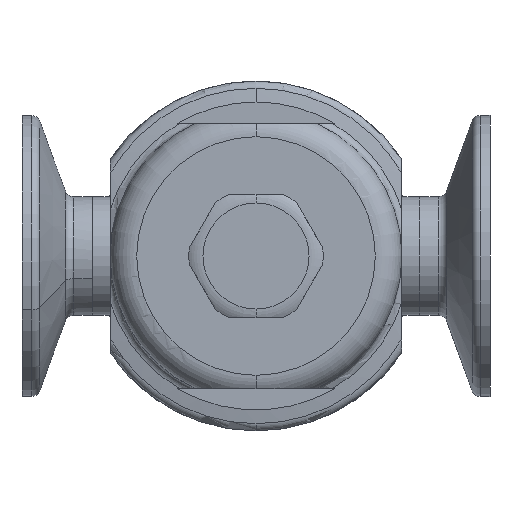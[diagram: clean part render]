
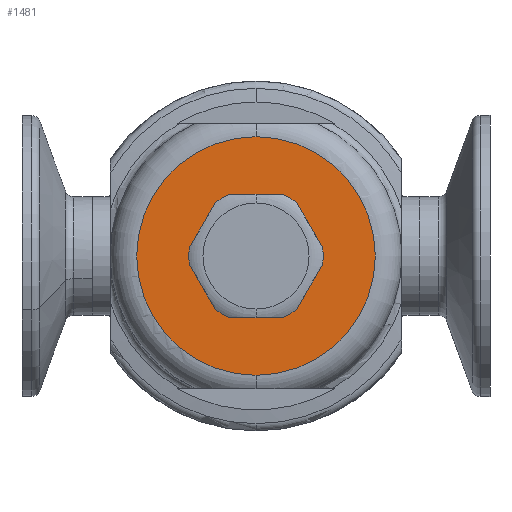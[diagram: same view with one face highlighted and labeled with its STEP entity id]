
A CAD part, front view. The second image highlights one B-rep face of the part: STEP entity #1481.
In plain terms, the highlighted planar face has unit normal (0, -1, 0).
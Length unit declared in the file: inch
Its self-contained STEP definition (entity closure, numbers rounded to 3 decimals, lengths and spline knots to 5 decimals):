
#61 = AXIS2_PLACEMENT_3D ( 'NONE', #3778, #1232, #5055 ) ;
#106 = EDGE_CURVE ( 'NONE', #3327, #4065, #3861, .T. ) ;
#133 = DIRECTION ( 'NONE',  ( -0.5, 0., 0.866 ) ) ;
#198 = CIRCLE ( 'NONE', #61, 0.475 ) ;
#267 = FACE_OUTER_BOUND ( 'NONE', #4180, .T. ) ;
#278 = DIRECTION ( 'NONE',  ( 0., -1., 0. ) ) ;
#312 = VERTEX_POINT ( 'NONE', #3034 ) ;
#327 = EDGE_LOOP ( 'NONE', ( #2335, #5454, #4744, #5303, #1468, #834, #3141, #4169, #5103, #5425, #1318, #1098 ) ) ;
#406 = DIRECTION ( 'NONE',  ( 0., 0., -1. ) ) ;
#417 = VERTEX_POINT ( 'NONE', #5263 ) ;
#506 = DIRECTION ( 'NONE',  ( 0., 0., -1. ) ) ;
#562 = CARTESIAN_POINT ( 'NONE',  ( 0., -2.25158, -0.84375 ) ) ;
#654 = ORIENTED_EDGE ( 'NONE', *, *, #1087, .T. ) ;
#765 = AXIS2_PLACEMENT_3D ( 'NONE', #870, #858, #406 ) ;
#796 = DIRECTION ( 'NONE',  ( 0., -1., 0. ) ) ;
#834 = ORIENTED_EDGE ( 'NONE', *, *, #1883, .F. ) ;
#858 = DIRECTION ( 'NONE',  ( 0., -1., 0. ) ) ;
#870 = CARTESIAN_POINT ( 'NONE',  ( 0., -2.25158, 0. ) ) ;
#905 = LINE ( 'NONE', #1667, #4522 ) ;
#973 = CIRCLE ( 'NONE', #4303, 0.475 ) ;
#1062 = CARTESIAN_POINT ( 'NONE',  ( 0., -2.25158, 0.84375 ) ) ;
#1074 = CARTESIAN_POINT ( 'NONE',  ( 0.18498, -2.25158, -0.4375 ) ) ;
#1076 = AXIS2_PLACEMENT_3D ( 'NONE', #2548, #1274, #4642 ) ;
#1087 = EDGE_CURVE ( 'NONE', #4769, #5348, #2025, .T. ) ;
#1098 = ORIENTED_EDGE ( 'NONE', *, *, #2367, .F. ) ;
#1104 = CIRCLE ( 'NONE', #1294, 0.475 ) ;
#1131 = CARTESIAN_POINT ( 'NONE',  ( 0.47138, -2.25158, 0.05855 ) ) ;
#1196 = CARTESIAN_POINT ( 'NONE',  ( 0., -2.25158, 0. ) ) ;
#1232 = DIRECTION ( 'NONE',  ( 0., -1., 0. ) ) ;
#1237 = LINE ( 'NONE', #4437, #4859 ) ;
#1241 = DIRECTION ( 'NONE',  ( 0., -1., 0. ) ) ;
#1274 = DIRECTION ( 'NONE',  ( 0., -1., 0. ) ) ;
#1291 = AXIS2_PLACEMENT_3D ( 'NONE', #5347, #3675, #4034 ) ;
#1294 = AXIS2_PLACEMENT_3D ( 'NONE', #1196, #5360, #4985 ) ;
#1309 = FACE_BOUND ( 'NONE', #327, .T. ) ;
#1318 = ORIENTED_EDGE ( 'NONE', *, *, #2969, .F. ) ;
#1379 = EDGE_CURVE ( 'NONE', #5122, #3040, #3819, .T. ) ;
#1417 = DIRECTION ( 'NONE',  ( 0.5, 0., 0.866 ) ) ;
#1426 = AXIS2_PLACEMENT_3D ( 'NONE', #5328, #796, #2047 ) ;
#1468 = ORIENTED_EDGE ( 'NONE', *, *, #2600, .F. ) ;
#1481 = ADVANCED_FACE ( 'NONE', ( #267, #1309 ), #2363, .T. ) ;
#1667 = CARTESIAN_POINT ( 'NONE',  ( 0.25259, -2.25158, -0.4375 ) ) ;
#1883 = EDGE_CURVE ( 'NONE', #417, #312, #5262, .T. ) ;
#1953 = DIRECTION ( 'NONE',  ( 0., 0., -1. ) ) ;
#2025 = CIRCLE ( 'NONE', #1076, 0.84375 ) ;
#2047 = DIRECTION ( 'NONE',  ( 0., 0., -1. ) ) ;
#2107 = VERTEX_POINT ( 'NONE', #4229 ) ;
#2125 = VERTEX_POINT ( 'NONE', #2640 ) ;
#2209 = DIRECTION ( 'NONE',  ( -1., 0., 0. ) ) ;
#2236 = EDGE_CURVE ( 'NONE', #4065, #4012, #3943, .T. ) ;
#2297 = EDGE_CURVE ( 'NONE', #2125, #2496, #1237, .T. ) ;
#2335 = ORIENTED_EDGE ( 'NONE', *, *, #2297, .F. ) ;
#2363 = PLANE ( 'NONE',  #1426 ) ;
#2367 = EDGE_CURVE ( 'NONE', #2496, #4305, #1104, .T. ) ;
#2381 = CARTESIAN_POINT ( 'NONE',  ( 0.47138, -2.25158, -0.05855 ) ) ;
#2496 = VERTEX_POINT ( 'NONE', #5088 ) ;
#2518 = CARTESIAN_POINT ( 'NONE',  ( -0.47138, -2.25158, 0.05855 ) ) ;
#2528 = EDGE_CURVE ( 'NONE', #3040, #2125, #198, .T. ) ;
#2548 = CARTESIAN_POINT ( 'NONE',  ( 0., -2.25158, 0. ) ) ;
#2562 = CARTESIAN_POINT ( 'NONE',  ( -0.18498, -2.25158, -0.4375 ) ) ;
#2600 = EDGE_CURVE ( 'NONE', #312, #2107, #2739, .T. ) ;
#2611 = CARTESIAN_POINT ( 'NONE',  ( 0., -2.25158, 0. ) ) ;
#2640 = CARTESIAN_POINT ( 'NONE',  ( -0.47138, -2.25158, -0.05855 ) ) ;
#2647 = DIRECTION ( 'NONE',  ( 0., -1., 0. ) ) ;
#2661 = CARTESIAN_POINT ( 'NONE',  ( 0.50518, -2.25158, 0. ) ) ;
#2739 = LINE ( 'NONE', #3030, #4010 ) ;
#2917 = CARTESIAN_POINT ( 'NONE',  ( -0.28639, -2.25158, 0.37895 ) ) ;
#2969 = EDGE_CURVE ( 'NONE', #4305, #3327, #905, .T. ) ;
#3030 = CARTESIAN_POINT ( 'NONE',  ( -0.25259, -2.25158, 0.4375 ) ) ;
#3034 = CARTESIAN_POINT ( 'NONE',  ( 0.18498, -2.25158, 0.4375 ) ) ;
#3040 = VERTEX_POINT ( 'NONE', #2518 ) ;
#3095 = EDGE_CURVE ( 'NONE', #2107, #5122, #5393, .T. ) ;
#3141 = ORIENTED_EDGE ( 'NONE', *, *, #5141, .F. ) ;
#3239 = DIRECTION ( 'NONE',  ( 0.5, 0., -0.866 ) ) ;
#3327 = VERTEX_POINT ( 'NONE', #1074 ) ;
#3365 = VECTOR ( 'NONE', #3577, 39.37008 ) ;
#3402 = CARTESIAN_POINT ( 'NONE',  ( 0.25259, -2.25158, 0.4375 ) ) ;
#3577 = DIRECTION ( 'NONE',  ( -0.5, 0., -0.866 ) ) ;
#3675 = DIRECTION ( 'NONE',  ( 0., -1., 0. ) ) ;
#3771 = CARTESIAN_POINT ( 'NONE',  ( 0., -2.25158, 0. ) ) ;
#3778 = CARTESIAN_POINT ( 'NONE',  ( 0., -2.25158, 0. ) ) ;
#3796 = CARTESIAN_POINT ( 'NONE',  ( 0.28639, -2.25158, -0.37895 ) ) ;
#3819 = LINE ( 'NONE', #5268, #3365 ) ;
#3861 = CIRCLE ( 'NONE', #1291, 0.475 ) ;
#3943 = LINE ( 'NONE', #2661, #4264 ) ;
#3967 = VECTOR ( 'NONE', #133, 39.37008 ) ;
#4010 = VECTOR ( 'NONE', #2209, 39.37008 ) ;
#4012 = VERTEX_POINT ( 'NONE', #2381 ) ;
#4034 = DIRECTION ( 'NONE',  ( 0., 0., -1. ) ) ;
#4065 = VERTEX_POINT ( 'NONE', #3796 ) ;
#4169 = ORIENTED_EDGE ( 'NONE', *, *, #5358, .F. ) ;
#4180 = EDGE_LOOP ( 'NONE', ( #654, #5253 ) ) ;
#4229 = CARTESIAN_POINT ( 'NONE',  ( -0.18498, -2.25158, 0.4375 ) ) ;
#4264 = VECTOR ( 'NONE', #1417, 39.37008 ) ;
#4303 = AXIS2_PLACEMENT_3D ( 'NONE', #4500, #278, #1953 ) ;
#4305 = VERTEX_POINT ( 'NONE', #2562 ) ;
#4430 = VERTEX_POINT ( 'NONE', #1131 ) ;
#4437 = CARTESIAN_POINT ( 'NONE',  ( -0.25259, -2.25158, -0.4375 ) ) ;
#4449 = EDGE_CURVE ( 'NONE', #5348, #4769, #5085, .T. ) ;
#4500 = CARTESIAN_POINT ( 'NONE',  ( 0., -2.25158, 0. ) ) ;
#4522 = VECTOR ( 'NONE', #4612, 39.37008 ) ;
#4612 = DIRECTION ( 'NONE',  ( 1., 0., 0. ) ) ;
#4642 = DIRECTION ( 'NONE',  ( 0., 0., -1. ) ) ;
#4744 = ORIENTED_EDGE ( 'NONE', *, *, #1379, .F. ) ;
#4769 = VERTEX_POINT ( 'NONE', #562 ) ;
#4859 = VECTOR ( 'NONE', #3239, 39.37008 ) ;
#4985 = DIRECTION ( 'NONE',  ( 0., 0., -1. ) ) ;
#5040 = AXIS2_PLACEMENT_3D ( 'NONE', #2611, #2647, #506 ) ;
#5055 = DIRECTION ( 'NONE',  ( 0., 0., -1. ) ) ;
#5083 = LINE ( 'NONE', #3402, #3967 ) ;
#5085 = CIRCLE ( 'NONE', #5258, 0.84375 ) ;
#5088 = CARTESIAN_POINT ( 'NONE',  ( -0.28639, -2.25158, -0.37895 ) ) ;
#5103 = ORIENTED_EDGE ( 'NONE', *, *, #2236, .F. ) ;
#5122 = VERTEX_POINT ( 'NONE', #2917 ) ;
#5141 = EDGE_CURVE ( 'NONE', #4430, #417, #5083, .T. ) ;
#5253 = ORIENTED_EDGE ( 'NONE', *, *, #4449, .T. ) ;
#5258 = AXIS2_PLACEMENT_3D ( 'NONE', #3771, #1241, #5464 ) ;
#5262 = CIRCLE ( 'NONE', #765, 0.475 ) ;
#5263 = CARTESIAN_POINT ( 'NONE',  ( 0.28639, -2.25158, 0.37895 ) ) ;
#5268 = CARTESIAN_POINT ( 'NONE',  ( -0.50518, -2.25158, 0. ) ) ;
#5303 = ORIENTED_EDGE ( 'NONE', *, *, #3095, .F. ) ;
#5328 = CARTESIAN_POINT ( 'NONE',  ( 0.35, -2.25158, 0. ) ) ;
#5347 = CARTESIAN_POINT ( 'NONE',  ( 0., -2.25158, 0. ) ) ;
#5348 = VERTEX_POINT ( 'NONE', #1062 ) ;
#5358 = EDGE_CURVE ( 'NONE', #4012, #4430, #973, .T. ) ;
#5360 = DIRECTION ( 'NONE',  ( 0., -1., 0. ) ) ;
#5393 = CIRCLE ( 'NONE', #5040, 0.475 ) ;
#5425 = ORIENTED_EDGE ( 'NONE', *, *, #106, .F. ) ;
#5454 = ORIENTED_EDGE ( 'NONE', *, *, #2528, .F. ) ;
#5464 = DIRECTION ( 'NONE',  ( 0., 0., -1. ) ) ;
